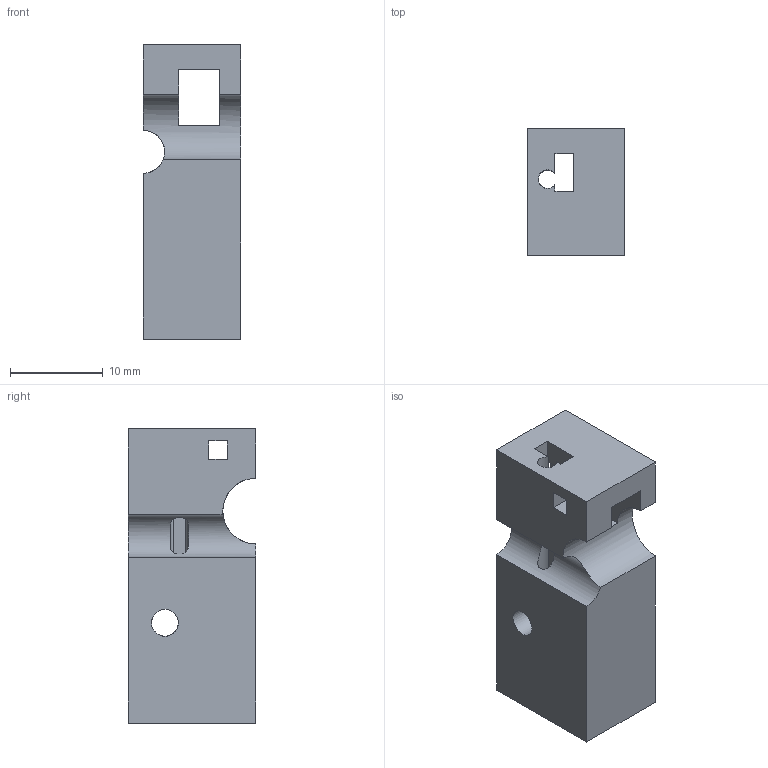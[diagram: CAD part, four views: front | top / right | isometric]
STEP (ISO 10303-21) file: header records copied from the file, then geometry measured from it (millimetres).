
FILE_DESCRIPTION(('Open CASCADE Model'),'2;1');
FILE_NAME('Open CASCADE Shape Model','2021-04-30T00:20:20',('Author'),( 'Open CASCADE'),'Open CASCADE STEP processor 7.4','Open CASCADE 7.4' ,'Unknown');
FILE_SCHEMA(('AUTOMOTIVE_DESIGN { 1 0 10303 214 1 1 1 1 }'));
Length unit declared in the file: millimetre
Products named in the file (1): Open CASCADE STEP translator 7.4 671
Bounding box: 10.49 x 13.7 x 31.66 mm (x, y, z)
Volume: 3413.4 mm3; surface area: 2564.5 mm2
Topology: 1 solids, 1 shells, 43 faces, 143 edges, 96 vertices
Faces by surface type: plane 37, cylinder 6
Full cylindrical faces by diameter (mm): 2.893 x1
Entity records: 5085 total; most frequent: CARTESIAN_POINT 2359, DIRECTION 460, LINE 313, VECTOR 313, ORIENTED_EDGE 286, PCURVE 286, DEFINITIONAL_REPRESENTATION 286, EDGE_CURVE 143
